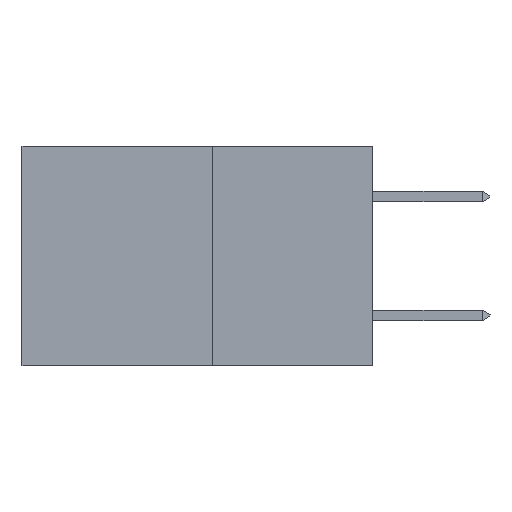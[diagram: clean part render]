
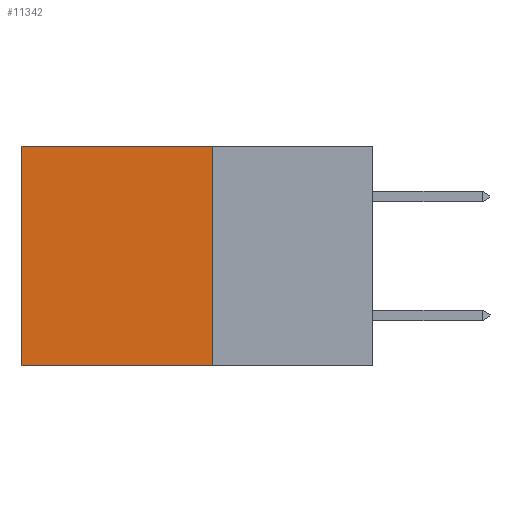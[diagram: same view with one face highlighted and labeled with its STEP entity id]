
A CAD part, left-side view. The second image highlights one B-rep face of the part: STEP entity #11342.
In plain terms, the highlighted planar face has unit normal (-1, 0, 0).
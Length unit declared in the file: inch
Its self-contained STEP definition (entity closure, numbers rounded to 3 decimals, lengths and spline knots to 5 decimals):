
#983 = EDGE_LOOP ( 'NONE', ( #12715, #19132, #13441, #19491 ) ) ;
#1162 = VERTEX_POINT ( 'NONE', #12355 ) ;
#2122 = VERTEX_POINT ( 'NONE', #3744 ) ;
#2668 = FACE_OUTER_BOUND ( 'NONE', #983, .T. ) ;
#3602 = CARTESIAN_POINT ( 'NONE',  ( 0.277, 0.59, -0.37 ) ) ;
#3744 = CARTESIAN_POINT ( 'NONE',  ( 0.277, 0.59, 0. ) ) ;
#3866 = CARTESIAN_POINT ( 'NONE',  ( 0.277, 0.27, -0.37 ) ) ;
#4004 = LINE ( 'NONE', #3602, #18656 ) ;
#5080 = VECTOR ( 'NONE', #21834, 39.37008 ) ;
#5671 = CARTESIAN_POINT ( 'NONE',  ( 0.277, 0.27, -0.37 ) ) ;
#6727 = CARTESIAN_POINT ( 'NONE',  ( 0.277, 0.27, 0. ) ) ;
#7213 = AXIS2_PLACEMENT_3D ( 'NONE', #5671, #19574, #7592 ) ;
#7592 = DIRECTION ( 'NONE',  ( 0., 0., -1. ) ) ;
#8968 = VERTEX_POINT ( 'NONE', #24616 ) ;
#9894 = CARTESIAN_POINT ( 'NONE',  ( 0.277, 0.27, -0.37 ) ) ;
#10743 = EDGE_CURVE ( 'NONE', #8968, #1162, #12295, .T. ) ;
#11342 = ADVANCED_FACE ( 'NONE', ( #2668 ), #23313, .F. ) ;
#11920 = DIRECTION ( 'NONE',  ( 0., 0., -1. ) ) ;
#12129 = EDGE_CURVE ( 'NONE', #23054, #2122, #20937, .T. ) ;
#12295 = LINE ( 'NONE', #3866, #17027 ) ;
#12355 = CARTESIAN_POINT ( 'NONE',  ( 0.277, 0.59, -0.37 ) ) ;
#12715 = ORIENTED_EDGE ( 'NONE', *, *, #15467, .T. ) ;
#13441 = ORIENTED_EDGE ( 'NONE', *, *, #22534, .F. ) ;
#15467 = EDGE_CURVE ( 'NONE', #2122, #1162, #4004, .T. ) ;
#17027 = VECTOR ( 'NONE', #23686, 39.37008 ) ;
#17896 = CARTESIAN_POINT ( 'NONE',  ( 0.277, 0.27, 0. ) ) ;
#18656 = VECTOR ( 'NONE', #23418, 39.37008 ) ;
#18946 = VECTOR ( 'NONE', #11920, 39.37008 ) ;
#19132 = ORIENTED_EDGE ( 'NONE', *, *, #10743, .F. ) ;
#19491 = ORIENTED_EDGE ( 'NONE', *, *, #12129, .T. ) ;
#19574 = DIRECTION ( 'NONE',  ( 1., 0., 0. ) ) ;
#20937 = LINE ( 'NONE', #17896, #5080 ) ;
#21834 = DIRECTION ( 'NONE',  ( 0., 1., 0. ) ) ;
#22534 = EDGE_CURVE ( 'NONE', #23054, #8968, #24123, .T. ) ;
#23054 = VERTEX_POINT ( 'NONE', #6727 ) ;
#23313 = PLANE ( 'NONE',  #7213 ) ;
#23418 = DIRECTION ( 'NONE',  ( 0., 0., -1. ) ) ;
#23686 = DIRECTION ( 'NONE',  ( 0., 1., 0. ) ) ;
#24123 = LINE ( 'NONE', #9894, #18946 ) ;
#24616 = CARTESIAN_POINT ( 'NONE',  ( 0.277, 0.27, -0.37 ) ) ;
